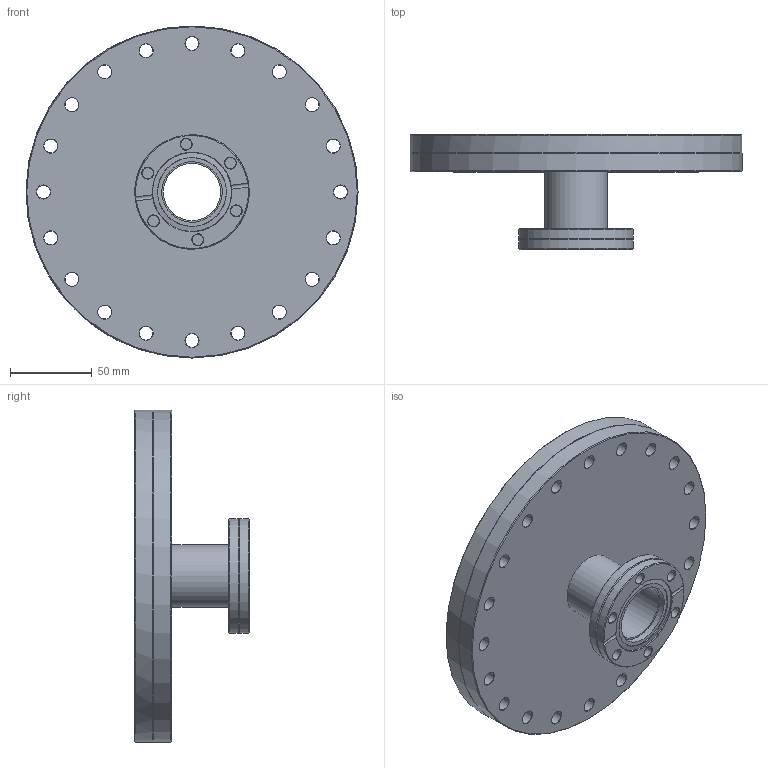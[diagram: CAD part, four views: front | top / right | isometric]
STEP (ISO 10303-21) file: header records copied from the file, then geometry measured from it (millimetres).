
FILE_DESCRIPTION (( 'STEP AP214' ), '1' );
FILE_NAME ('TA1535R.STEP', '2023-01-23T08:58:16', ( '' ), ( '' ), 'SwSTEP 2.0', 'SolidWorks 2022', '' );
FILE_SCHEMA (( 'AUTOMOTIVE_DESIGN' ));
Length unit declared in the file: millimetre
Products named in the file (6): F35R-01-FLANGE-BLANK-ROT-OUT; TA1535-TUBE; TA1535; F35RB38-03; TA1535R; F35R38
Assembly tree (5 placements, depth 3):
  TA1535R
    TA1535
    TA1535-TUBE
    F35R38
      F35RB38-03
      F35R-01-FLANGE-BLANK-ROT-OUT
Bounding box: 202.44 x 70 x 202.44 mm (x, y, z)
Volume: 683525 mm3; surface area: 117045.1 mm2
Topology: 4 solids, 4 shells, 129 faces, 294 edges, 176 vertices
Faces by surface type: cone 66, cylinder 45, plane 15, torus 3
Full cylindrical faces by diameter (mm): 6.8 x6, 8.3 x20, 34.9 x2, 36.9 x1, 38.1 x2, 38.2 x1, 41.4 x1, 48.1 x1, 48.31 x1, 69.85 x2, 149.087 x1, 171.7 x1, 202.44 x2
Entity records: 3617 total; most frequent: CARTESIAN_POINT 614, DIRECTION 590, ORIENTED_EDGE 362, EDGE_LOOP 296, AXIS2_PLACEMENT_3D 291, EDGE_CURVE 181, FACE_OUTER_BOUND 173, VERTEX_POINT 167
